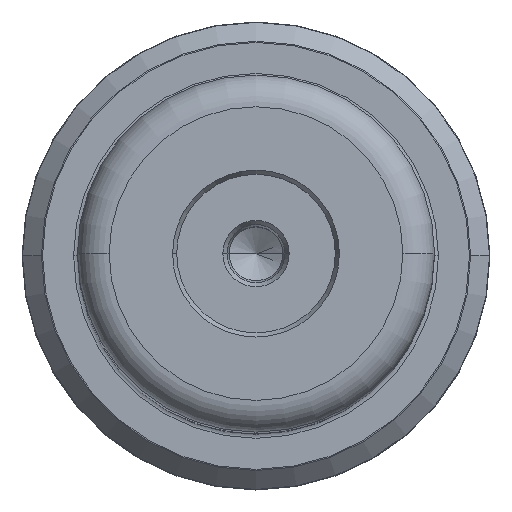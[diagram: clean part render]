
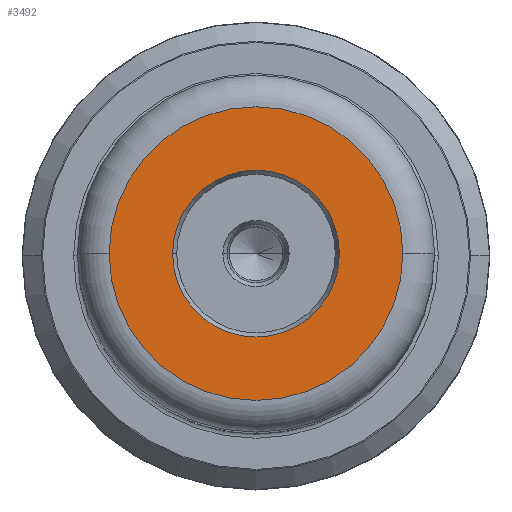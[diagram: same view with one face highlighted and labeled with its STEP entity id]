
A CAD part, top view. The second image highlights one B-rep face of the part: STEP entity #3492.
In plain terms, the highlighted planar face has unit normal (0, 0, 1).
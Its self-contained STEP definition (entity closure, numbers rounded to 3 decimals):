
#332 = CIRCLE ( 'NONE', #993, 18.514 ) ;
#346 = EDGE_CURVE ( 'NONE', #2186, #1844, #3456, .T. ) ;
#484 = DIRECTION ( 'NONE',  ( 0., 0., -1. ) ) ;
#650 = DIRECTION ( 'NONE',  ( 0., 0., -1. ) ) ;
#671 = CARTESIAN_POINT ( 'NONE',  ( 0., 0., 212. ) ) ;
#728 = CARTESIAN_POINT ( 'NONE',  ( -18.514, 0., 212. ) ) ;
#821 = DIRECTION ( 'NONE',  ( 0., 0., 1. ) ) ;
#845 = CARTESIAN_POINT ( 'NONE',  ( 0., 0., 212. ) ) ;
#885 = FACE_BOUND ( 'NONE', #1855, .T. ) ;
#931 = CARTESIAN_POINT ( 'NONE',  ( 18.514, 0., 212. ) ) ;
#993 = AXIS2_PLACEMENT_3D ( 'NONE', #2509, #1532, #2796 ) ;
#1149 = EDGE_CURVE ( 'NONE', #2124, #1885, #332, .T. ) ;
#1532 = DIRECTION ( 'NONE',  ( 0., 0., 1. ) ) ;
#1664 = AXIS2_PLACEMENT_3D ( 'NONE', #3327, #484, #1758 ) ;
#1758 = DIRECTION ( 'NONE',  ( 1., 0., 0. ) ) ;
#1844 = VERTEX_POINT ( 'NONE', #3442 ) ;
#1855 = EDGE_LOOP ( 'NONE', ( #2802, #3809 ) ) ;
#1885 = VERTEX_POINT ( 'NONE', #728 ) ;
#2124 = VERTEX_POINT ( 'NONE', #931 ) ;
#2138 = FACE_OUTER_BOUND ( 'NONE', #2309, .T. ) ;
#2143 = ORIENTED_EDGE ( 'NONE', *, *, #1149, .T. ) ;
#2186 = VERTEX_POINT ( 'NONE', #2308 ) ;
#2281 = CIRCLE ( 'NONE', #3331, 10.521 ) ;
#2308 = CARTESIAN_POINT ( 'NONE',  ( 10.521, 0., 212. ) ) ;
#2309 = EDGE_LOOP ( 'NONE', ( #2143, #2345 ) ) ;
#2317 = DIRECTION ( 'NONE',  ( 0., 0., 1. ) ) ;
#2345 = ORIENTED_EDGE ( 'NONE', *, *, #4069, .T. ) ;
#2353 = CARTESIAN_POINT ( 'NONE',  ( 0., 0., 212. ) ) ;
#2374 = DIRECTION ( 'NONE',  ( 1., 0., 0. ) ) ;
#2478 = EDGE_CURVE ( 'NONE', #1844, #2186, #2281, .T. ) ;
#2509 = CARTESIAN_POINT ( 'NONE',  ( 0., 0., 212. ) ) ;
#2713 = PLANE ( 'NONE',  #3433 ) ;
#2796 = DIRECTION ( 'NONE',  ( 1., 0., 0. ) ) ;
#2802 = ORIENTED_EDGE ( 'NONE', *, *, #346, .T. ) ;
#2852 = DIRECTION ( 'NONE',  ( 1., 0., 0. ) ) ;
#3327 = CARTESIAN_POINT ( 'NONE',  ( 0., 0., 212. ) ) ;
#3331 = AXIS2_PLACEMENT_3D ( 'NONE', #671, #650, #2852 ) ;
#3357 = AXIS2_PLACEMENT_3D ( 'NONE', #2353, #2317, #2374 ) ;
#3405 = DIRECTION ( 'NONE',  ( 1., 0., 0. ) ) ;
#3433 = AXIS2_PLACEMENT_3D ( 'NONE', #845, #821, #3405 ) ;
#3442 = CARTESIAN_POINT ( 'NONE',  ( -10.521, 0., 212. ) ) ;
#3456 = CIRCLE ( 'NONE', #1664, 10.521 ) ;
#3492 = ADVANCED_FACE ( 'NONE', ( #885, #2138 ), #2713, .T. ) ;
#3809 = ORIENTED_EDGE ( 'NONE', *, *, #2478, .T. ) ;
#3954 = CIRCLE ( 'NONE', #3357, 18.514 ) ;
#4069 = EDGE_CURVE ( 'NONE', #1885, #2124, #3954, .T. ) ;
